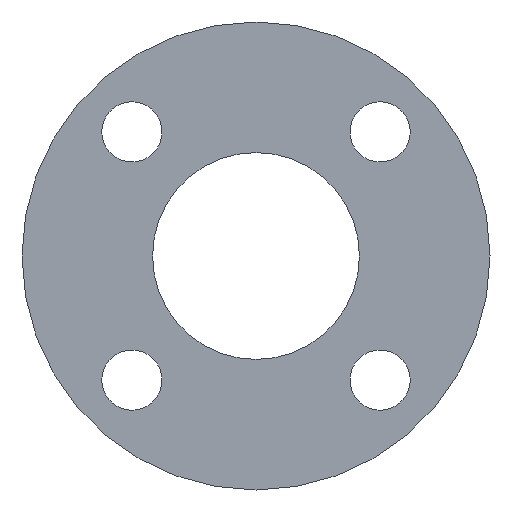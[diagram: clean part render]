
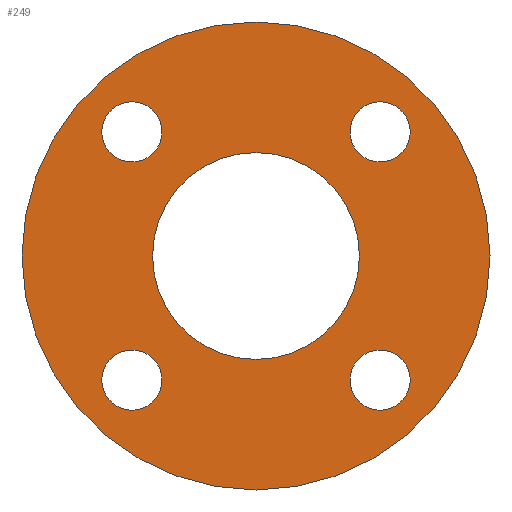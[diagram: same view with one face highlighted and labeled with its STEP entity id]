
A CAD part, left-side view. The second image highlights one B-rep face of the part: STEP entity #249.
In plain terms, the highlighted planar face has unit normal (-1, 0, 0).
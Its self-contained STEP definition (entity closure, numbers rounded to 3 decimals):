
#1 = CIRCLE ( 'NONE', #457, 9. ) ;
#2 = FACE_BOUND ( 'NONE', #231, .T. ) ;
#5 = ORIENTED_EDGE ( 'NONE', *, *, #140, .T. ) ;
#6 = VERTEX_POINT ( 'NONE', #392 ) ;
#21 = DIRECTION ( 'NONE',  ( 1., 0., 0. ) ) ;
#22 = AXIS2_PLACEMENT_3D ( 'NONE', #544, #502, #86 ) ;
#40 = DIRECTION ( 'NONE',  ( 0., 0., -1. ) ) ;
#44 = DIRECTION ( 'NONE',  ( 0., 0., -1. ) ) ;
#47 = DIRECTION ( 'NONE',  ( 0., 0., -1. ) ) ;
#53 = CARTESIAN_POINT ( 'NONE',  ( -17., -37.123, -37.123 ) ) ;
#54 = ORIENTED_EDGE ( 'NONE', *, *, #335, .T. ) ;
#56 = CARTESIAN_POINT ( 'NONE',  ( -17., -37.123, 46.123 ) ) ;
#58 = CIRCLE ( 'NONE', #22, 9. ) ;
#62 = ORIENTED_EDGE ( 'NONE', *, *, #209, .T. ) ;
#81 = DIRECTION ( 'NONE',  ( 1., 0., 0. ) ) ;
#83 = FACE_BOUND ( 'NONE', #101, .T. ) ;
#86 = DIRECTION ( 'NONE',  ( 0., 0., -1. ) ) ;
#88 = DIRECTION ( 'NONE',  ( 0., 0., -1. ) ) ;
#89 = ORIENTED_EDGE ( 'NONE', *, *, #108, .F. ) ;
#90 = AXIS2_PLACEMENT_3D ( 'NONE', #382, #81, #44 ) ;
#96 = CARTESIAN_POINT ( 'NONE',  ( -17., 37.123, 37.123 ) ) ;
#101 = EDGE_LOOP ( 'NONE', ( #228, #123 ) ) ;
#102 = VERTEX_POINT ( 'NONE', #453 ) ;
#105 = AXIS2_PLACEMENT_3D ( 'NONE', #132, #174, #460 ) ;
#106 = VERTEX_POINT ( 'NONE', #493 ) ;
#108 = EDGE_CURVE ( 'NONE', #106, #241, #120, .T. ) ;
#113 = DIRECTION ( 'NONE',  ( 1., 0., 0. ) ) ;
#120 = CIRCLE ( 'NONE', #358, 70. ) ;
#122 = DIRECTION ( 'NONE',  ( 0., 0., -1. ) ) ;
#123 = ORIENTED_EDGE ( 'NONE', *, *, #489, .T. ) ;
#126 = CARTESIAN_POINT ( 'NONE',  ( -17., 0., 0. ) ) ;
#127 = VERTEX_POINT ( 'NONE', #250 ) ;
#128 = FACE_OUTER_BOUND ( 'NONE', #267, .T. ) ;
#132 = CARTESIAN_POINT ( 'NONE',  ( -17., -37.123, 37.123 ) ) ;
#140 = EDGE_CURVE ( 'NONE', #479, #6, #233, .T. ) ;
#144 = DIRECTION ( 'NONE',  ( 1., 0., 0. ) ) ;
#161 = VERTEX_POINT ( 'NONE', #411 ) ;
#172 = AXIS2_PLACEMENT_3D ( 'NONE', #299, #461, #253 ) ;
#173 = CARTESIAN_POINT ( 'NONE',  ( -17., 0., 70. ) ) ;
#174 = DIRECTION ( 'NONE',  ( 1., 0., 0. ) ) ;
#175 = CARTESIAN_POINT ( 'NONE',  ( -17., -37.123, -28.123 ) ) ;
#176 = EDGE_CURVE ( 'NONE', #297, #344, #406, .T. ) ;
#187 = DIRECTION ( 'NONE',  ( 1., 0., 0. ) ) ;
#195 = ORIENTED_EDGE ( 'NONE', *, *, #334, .T. ) ;
#196 = AXIS2_PLACEMENT_3D ( 'NONE', #126, #301, #40 ) ;
#209 = EDGE_CURVE ( 'NONE', #6, #479, #481, .T. ) ;
#213 = CARTESIAN_POINT ( 'NONE',  ( -17., 37.123, -46.123 ) ) ;
#215 = CIRCLE ( 'NONE', #90, 9. ) ;
#217 = AXIS2_PLACEMENT_3D ( 'NONE', #427, #478, #47 ) ;
#224 = CIRCLE ( 'NONE', #217, 9. ) ;
#228 = ORIENTED_EDGE ( 'NONE', *, *, #238, .T. ) ;
#230 = DIRECTION ( 'NONE',  ( 0., 0., -1. ) ) ;
#231 = EDGE_LOOP ( 'NONE', ( #195, #423 ) ) ;
#232 = VERTEX_POINT ( 'NONE', #175 ) ;
#233 = CIRCLE ( 'NONE', #383, 30.95 ) ;
#238 = EDGE_CURVE ( 'NONE', #161, #232, #215, .T. ) ;
#241 = VERTEX_POINT ( 'NONE', #173 ) ;
#249 = ADVANCED_FACE ( 'NONE', ( #418, #83, #2, #300, #336, #128 ), #498, .F. ) ;
#250 = CARTESIAN_POINT ( 'NONE',  ( -17., -37.123, 28.123 ) ) ;
#253 = DIRECTION ( 'NONE',  ( 0., 0., -1. ) ) ;
#267 = EDGE_LOOP ( 'NONE', ( #89, #429 ) ) ;
#269 = VERTEX_POINT ( 'NONE', #213 ) ;
#273 = CIRCLE ( 'NONE', #384, 9. ) ;
#274 = CIRCLE ( 'NONE', #496, 9. ) ;
#297 = VERTEX_POINT ( 'NONE', #338 ) ;
#299 = CARTESIAN_POINT ( 'NONE',  ( -17., 0., 0. ) ) ;
#300 = FACE_BOUND ( 'NONE', #431, .T. ) ;
#301 = DIRECTION ( 'NONE',  ( 1., 0., 0. ) ) ;
#306 = AXIS2_PLACEMENT_3D ( 'NONE', #467, #144, #522 ) ;
#308 = ORIENTED_EDGE ( 'NONE', *, *, #176, .T. ) ;
#326 = DIRECTION ( 'NONE',  ( 0., 0., -1. ) ) ;
#334 = EDGE_CURVE ( 'NONE', #269, #102, #273, .T. ) ;
#335 = EDGE_CURVE ( 'NONE', #127, #395, #368, .T. ) ;
#336 = FACE_BOUND ( 'NONE', #352, .T. ) ;
#338 = CARTESIAN_POINT ( 'NONE',  ( -17., 37.123, 28.123 ) ) ;
#343 = ORIENTED_EDGE ( 'NONE', *, *, #401, .T. ) ;
#344 = VERTEX_POINT ( 'NONE', #379 ) ;
#345 = EDGE_CURVE ( 'NONE', #102, #269, #58, .T. ) ;
#352 = EDGE_LOOP ( 'NONE', ( #308, #477 ) ) ;
#357 = EDGE_LOOP ( 'NONE', ( #54, #343 ) ) ;
#358 = AXIS2_PLACEMENT_3D ( 'NONE', #409, #494, #487 ) ;
#368 = CIRCLE ( 'NONE', #105, 9. ) ;
#371 = CARTESIAN_POINT ( 'NONE',  ( -17., 0., 0. ) ) ;
#379 = CARTESIAN_POINT ( 'NONE',  ( -17., 37.123, 46.123 ) ) ;
#382 = CARTESIAN_POINT ( 'NONE',  ( -17., -37.123, -37.123 ) ) ;
#383 = AXIS2_PLACEMENT_3D ( 'NONE', #371, #21, #537 ) ;
#384 = AXIS2_PLACEMENT_3D ( 'NONE', #422, #464, #122 ) ;
#392 = CARTESIAN_POINT ( 'NONE',  ( -17., 0., 30.95 ) ) ;
#395 = VERTEX_POINT ( 'NONE', #56 ) ;
#396 = AXIS2_PLACEMENT_3D ( 'NONE', #490, #113, #326 ) ;
#401 = EDGE_CURVE ( 'NONE', #395, #127, #224, .T. ) ;
#406 = CIRCLE ( 'NONE', #396, 9. ) ;
#409 = CARTESIAN_POINT ( 'NONE',  ( -17., 0., 0. ) ) ;
#411 = CARTESIAN_POINT ( 'NONE',  ( -17., -37.123, -46.123 ) ) ;
#412 = EDGE_CURVE ( 'NONE', #241, #106, #441, .T. ) ;
#418 = FACE_BOUND ( 'NONE', #357, .T. ) ;
#422 = CARTESIAN_POINT ( 'NONE',  ( -17., 37.123, -37.123 ) ) ;
#423 = ORIENTED_EDGE ( 'NONE', *, *, #345, .T. ) ;
#427 = CARTESIAN_POINT ( 'NONE',  ( -17., -37.123, 37.123 ) ) ;
#429 = ORIENTED_EDGE ( 'NONE', *, *, #412, .F. ) ;
#431 = EDGE_LOOP ( 'NONE', ( #5, #62 ) ) ;
#441 = CIRCLE ( 'NONE', #306, 70. ) ;
#453 = CARTESIAN_POINT ( 'NONE',  ( -17., 37.123, -28.123 ) ) ;
#457 = AXIS2_PLACEMENT_3D ( 'NONE', #96, #475, #88 ) ;
#460 = DIRECTION ( 'NONE',  ( 0., 0., -1. ) ) ;
#461 = DIRECTION ( 'NONE',  ( 1., 0., 0. ) ) ;
#464 = DIRECTION ( 'NONE',  ( 1., 0., 0. ) ) ;
#467 = CARTESIAN_POINT ( 'NONE',  ( -17., 0., 0. ) ) ;
#472 = CARTESIAN_POINT ( 'NONE',  ( -17., 0., -30.95 ) ) ;
#475 = DIRECTION ( 'NONE',  ( 1., 0., 0. ) ) ;
#477 = ORIENTED_EDGE ( 'NONE', *, *, #488, .T. ) ;
#478 = DIRECTION ( 'NONE',  ( 1., 0., 0. ) ) ;
#479 = VERTEX_POINT ( 'NONE', #472 ) ;
#481 = CIRCLE ( 'NONE', #196, 30.95 ) ;
#487 = DIRECTION ( 'NONE',  ( 0., 0., -1. ) ) ;
#488 = EDGE_CURVE ( 'NONE', #344, #297, #1, .T. ) ;
#489 = EDGE_CURVE ( 'NONE', #232, #161, #274, .T. ) ;
#490 = CARTESIAN_POINT ( 'NONE',  ( -17., 37.123, 37.123 ) ) ;
#493 = CARTESIAN_POINT ( 'NONE',  ( -17., 0., -70. ) ) ;
#494 = DIRECTION ( 'NONE',  ( 1., 0., 0. ) ) ;
#496 = AXIS2_PLACEMENT_3D ( 'NONE', #53, #187, #230 ) ;
#498 = PLANE ( 'NONE',  #172 ) ;
#502 = DIRECTION ( 'NONE',  ( 1., 0., 0. ) ) ;
#522 = DIRECTION ( 'NONE',  ( 0., 0., -1. ) ) ;
#537 = DIRECTION ( 'NONE',  ( 0., 0., -1. ) ) ;
#544 = CARTESIAN_POINT ( 'NONE',  ( -17., 37.123, -37.123 ) ) ;
